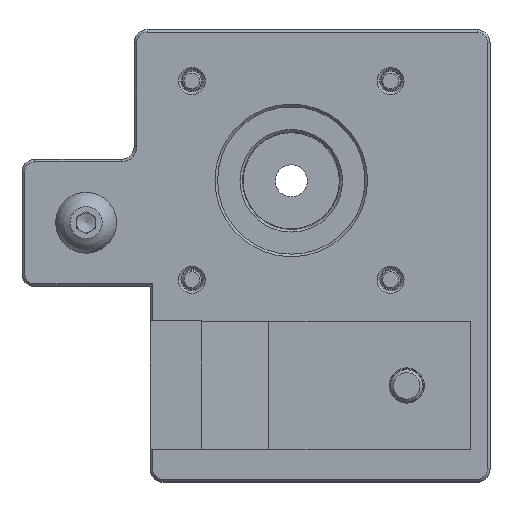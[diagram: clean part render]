
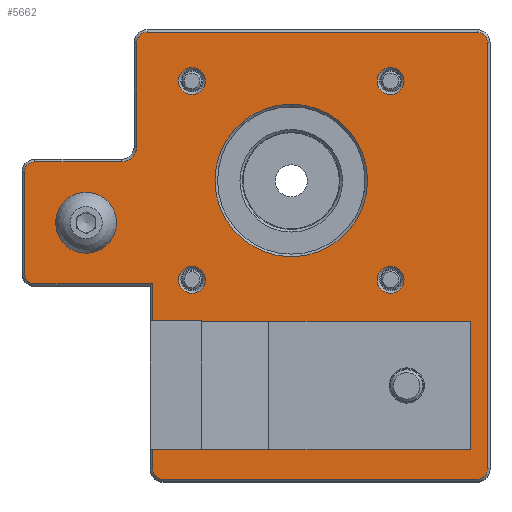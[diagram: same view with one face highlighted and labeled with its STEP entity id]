
A CAD part, top view. The second image highlights one B-rep face of the part: STEP entity #5662.
In plain terms, the highlighted planar face has unit normal (0, 0, 1).
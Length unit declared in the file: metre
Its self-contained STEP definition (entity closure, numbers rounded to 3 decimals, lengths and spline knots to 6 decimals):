
#453=LINE('',#9063,#881);
#454=LINE('',#9067,#882);
#455=LINE('',#9071,#883);
#456=LINE('',#9075,#884);
#457=LINE('',#9077,#885);
#458=LINE('',#9081,#886);
#459=LINE('',#9085,#887);
#460=LINE('',#9089,#888);
#881=VECTOR('',#7178,1.);
#882=VECTOR('',#7181,1.);
#883=VECTOR('',#7184,1.);
#884=VECTOR('',#7187,1.);
#885=VECTOR('',#7188,1.);
#886=VECTOR('',#7191,1.);
#887=VECTOR('',#7194,1.);
#888=VECTOR('',#7197,1.);
#1430=ORIENTED_EDGE('',*,*,#2847,.T.);
#1431=ORIENTED_EDGE('',*,*,#2848,.T.);
#1432=ORIENTED_EDGE('',*,*,#2849,.T.);
#1433=ORIENTED_EDGE('',*,*,#2850,.T.);
#1434=ORIENTED_EDGE('',*,*,#2851,.T.);
#1435=ORIENTED_EDGE('',*,*,#2852,.T.);
#1436=ORIENTED_EDGE('',*,*,#2853,.T.);
#1437=ORIENTED_EDGE('',*,*,#2854,.T.);
#1438=ORIENTED_EDGE('',*,*,#2855,.T.);
#1439=ORIENTED_EDGE('',*,*,#2856,.T.);
#1440=ORIENTED_EDGE('',*,*,#2857,.T.);
#1441=ORIENTED_EDGE('',*,*,#2858,.T.);
#1442=ORIENTED_EDGE('',*,*,#2859,.T.);
#1443=ORIENTED_EDGE('',*,*,#2860,.T.);
#1444=ORIENTED_EDGE('',*,*,#2861,.T.);
#1445=ORIENTED_EDGE('',*,*,#2862,.T.);
#1446=ORIENTED_EDGE('',*,*,#2863,.T.);
#1447=ORIENTED_EDGE('',*,*,#2864,.T.);
#1448=ORIENTED_EDGE('',*,*,#2865,.T.);
#1449=ORIENTED_EDGE('',*,*,#2866,.T.);
#1450=ORIENTED_EDGE('',*,*,#2867,.T.);
#1451=ORIENTED_EDGE('',*,*,#2868,.T.);
#1452=ORIENTED_EDGE('',*,*,#2869,.T.);
#1453=ORIENTED_EDGE('',*,*,#2870,.T.);
#2847=EDGE_CURVE('',#3571,#3572,#4006,.T.);
#2848=EDGE_CURVE('',#3572,#3573,#453,.T.);
#2849=EDGE_CURVE('',#3573,#3574,#4007,.F.);
#2850=EDGE_CURVE('',#3574,#3575,#454,.T.);
#2851=EDGE_CURVE('',#3575,#3576,#4008,.T.);
#2852=EDGE_CURVE('',#3576,#3577,#455,.T.);
#2853=EDGE_CURVE('',#3577,#3578,#4009,.T.);
#2854=EDGE_CURVE('',#3578,#3579,#456,.T.);
#2855=EDGE_CURVE('',#3579,#3580,#457,.T.);
#2856=EDGE_CURVE('',#3580,#3581,#4010,.T.);
#2857=EDGE_CURVE('',#3581,#3582,#458,.T.);
#2858=EDGE_CURVE('',#3582,#3583,#4011,.T.);
#2859=EDGE_CURVE('',#3583,#3584,#459,.T.);
#2860=EDGE_CURVE('',#3584,#3585,#4012,.T.);
#2861=EDGE_CURVE('',#3585,#3571,#460,.T.);
#2862=EDGE_CURVE('',#3586,#3586,#4013,.F.);
#2863=EDGE_CURVE('',#3587,#3587,#4014,.F.);
#2864=EDGE_CURVE('',#3588,#3588,#4015,.F.);
#2865=EDGE_CURVE('',#3589,#3589,#4016,.F.);
#2866=EDGE_CURVE('',#3590,#3590,#4017,.F.);
#2867=EDGE_CURVE('',#3591,#3591,#4018,.F.);
#2868=EDGE_CURVE('',#3592,#3592,#4019,.F.);
#2869=EDGE_CURVE('',#3593,#3593,#4020,.F.);
#2870=EDGE_CURVE('',#3594,#3594,#4021,.F.);
#3571=VERTEX_POINT('',#9061);
#3572=VERTEX_POINT('',#9062);
#3573=VERTEX_POINT('',#9064);
#3574=VERTEX_POINT('',#9066);
#3575=VERTEX_POINT('',#9068);
#3576=VERTEX_POINT('',#9070);
#3577=VERTEX_POINT('',#9072);
#3578=VERTEX_POINT('',#9074);
#3579=VERTEX_POINT('',#9076);
#3580=VERTEX_POINT('',#9078);
#3581=VERTEX_POINT('',#9080);
#3582=VERTEX_POINT('',#9082);
#3583=VERTEX_POINT('',#9084);
#3584=VERTEX_POINT('',#9086);
#3585=VERTEX_POINT('',#9088);
#3586=VERTEX_POINT('',#9091);
#3587=VERTEX_POINT('',#9093);
#3588=VERTEX_POINT('',#9095);
#3589=VERTEX_POINT('',#9097);
#3590=VERTEX_POINT('',#9099);
#3591=VERTEX_POINT('',#9101);
#3592=VERTEX_POINT('',#9103);
#3593=VERTEX_POINT('',#9105);
#3594=VERTEX_POINT('',#9107);
#4006=CIRCLE('',#6255,0.0016);
#4007=CIRCLE('',#6256,0.0024);
#4008=CIRCLE('',#6257,0.0016);
#4009=CIRCLE('',#6258,0.0016);
#4010=CIRCLE('',#6259,0.0016);
#4011=CIRCLE('',#6260,0.0016);
#4012=CIRCLE('',#6261,0.0016);
#4013=CIRCLE('',#6262,0.00315);
#4014=CIRCLE('',#6263,0.00315);
#4015=CIRCLE('',#6264,0.00185);
#4016=CIRCLE('',#6265,0.00185);
#4017=CIRCLE('',#6266,0.0119);
#4018=CIRCLE('',#6267,0.0021);
#4019=CIRCLE('',#6268,0.0021);
#4020=CIRCLE('',#6269,0.0021);
#4021=CIRCLE('',#6270,0.0021);
#4341=EDGE_LOOP('',(#1430,#1431,#1432,#1433,#1434,#1435,#1436,#1437,#1438,
#1439,#1440,#1441,#1442,#1443,#1444));
#4342=EDGE_LOOP('',(#1445));
#4343=EDGE_LOOP('',(#1446));
#4344=EDGE_LOOP('',(#1447));
#4345=EDGE_LOOP('',(#1448));
#4346=EDGE_LOOP('',(#1449));
#4347=EDGE_LOOP('',(#1450));
#4348=EDGE_LOOP('',(#1451));
#4349=EDGE_LOOP('',(#1452));
#4350=EDGE_LOOP('',(#1453));
#4919=FACE_BOUND('',#4341,.T.);
#4920=FACE_BOUND('',#4342,.T.);
#4921=FACE_BOUND('',#4343,.T.);
#4922=FACE_BOUND('',#4344,.T.);
#4923=FACE_BOUND('',#4345,.T.);
#4924=FACE_BOUND('',#4346,.T.);
#4925=FACE_BOUND('',#4347,.T.);
#4926=FACE_BOUND('',#4348,.T.);
#4927=FACE_BOUND('',#4349,.T.);
#4928=FACE_BOUND('',#4350,.T.);
#5460=PLANE('',#6254);
#5662=ADVANCED_FACE('',(#4919,#4920,#4921,#4922,#4923,#4924,#4925,#4926,
#4927,#4928),#5460,.T.);
#6254=AXIS2_PLACEMENT_3D('',#9059,#7174,#7175);
#6255=AXIS2_PLACEMENT_3D('',#9060,#7176,#7177);
#6256=AXIS2_PLACEMENT_3D('',#9065,#7179,#7180);
#6257=AXIS2_PLACEMENT_3D('',#9069,#7182,#7183);
#6258=AXIS2_PLACEMENT_3D('',#9073,#7185,#7186);
#6259=AXIS2_PLACEMENT_3D('',#9079,#7189,#7190);
#6260=AXIS2_PLACEMENT_3D('',#9083,#7192,#7193);
#6261=AXIS2_PLACEMENT_3D('',#9087,#7195,#7196);
#6262=AXIS2_PLACEMENT_3D('',#9090,#7198,#7199);
#6263=AXIS2_PLACEMENT_3D('',#9092,#7200,#7201);
#6264=AXIS2_PLACEMENT_3D('',#9094,#7202,#7203);
#6265=AXIS2_PLACEMENT_3D('',#9096,#7204,#7205);
#6266=AXIS2_PLACEMENT_3D('',#9098,#7206,#7207);
#6267=AXIS2_PLACEMENT_3D('',#9100,#7208,#7209);
#6268=AXIS2_PLACEMENT_3D('',#9102,#7210,#7211);
#6269=AXIS2_PLACEMENT_3D('',#9104,#7212,#7213);
#6270=AXIS2_PLACEMENT_3D('',#9106,#7214,#7215);
#7174=DIRECTION('',(0.,0.,1.));
#7175=DIRECTION('',(1.,0.,0.));
#7176=DIRECTION('',(0.,0.,1.));
#7177=DIRECTION('',(1.,0.,0.));
#7178=DIRECTION('',(0.,-1.,0.));
#7179=DIRECTION('',(0.,0.,1.));
#7180=DIRECTION('',(1.,0.,0.));
#7181=DIRECTION('',(-1.,0.,0.));
#7182=DIRECTION('',(0.,0.,1.));
#7183=DIRECTION('',(1.,0.,0.));
#7184=DIRECTION('',(0.,-1.,0.));
#7185=DIRECTION('',(0.,0.,1.));
#7186=DIRECTION('',(1.,0.,0.));
#7187=DIRECTION('',(1.,0.,0.));
#7188=DIRECTION('',(0.,-1.,0.));
#7189=DIRECTION('',(0.,0.,1.));
#7190=DIRECTION('',(1.,0.,0.));
#7191=DIRECTION('',(1.,0.,0.));
#7192=DIRECTION('',(0.,0.,1.));
#7193=DIRECTION('',(1.,0.,0.));
#7194=DIRECTION('',(0.,1.,0.));
#7195=DIRECTION('',(0.,0.,1.));
#7196=DIRECTION('',(1.,0.,0.));
#7197=DIRECTION('',(-1.,0.,0.));
#7198=DIRECTION('',(0.,0.,1.));
#7199=DIRECTION('',(1.,0.,0.));
#7200=DIRECTION('',(0.,0.,1.));
#7201=DIRECTION('',(1.,0.,0.));
#7202=DIRECTION('',(0.,0.,1.));
#7203=DIRECTION('',(1.,0.,0.));
#7204=DIRECTION('',(0.,0.,1.));
#7205=DIRECTION('',(1.,0.,0.));
#7206=DIRECTION('',(0.,0.,1.));
#7207=DIRECTION('',(1.,0.,0.));
#7208=DIRECTION('',(0.,0.,1.));
#7209=DIRECTION('',(1.,0.,0.));
#7210=DIRECTION('',(0.,0.,1.));
#7211=DIRECTION('',(1.,0.,0.));
#7212=DIRECTION('',(0.,0.,1.));
#7213=DIRECTION('',(1.,0.,0.));
#7214=DIRECTION('',(0.,0.,1.));
#7215=DIRECTION('',(1.,0.,0.));
#9059=CARTESIAN_POINT('',(0.027625,0.05475,0.04));
#9060=CARTESIAN_POINT('',(-0.0005,0.058,0.04));
#9061=CARTESIAN_POINT('',(-0.0005,0.0596,0.04));
#9062=CARTESIAN_POINT('',(-0.0021,0.058,0.04));
#9063=CARTESIAN_POINT('',(-0.0021,0.0418,0.04));
#9064=CARTESIAN_POINT('',(-0.0021,0.0418,0.04));
#9065=CARTESIAN_POINT('',(-0.0045,0.0418,0.04));
#9066=CARTESIAN_POINT('',(-0.0045,0.0394,0.04));
#9067=CARTESIAN_POINT('',(-0.018,0.0394,0.04));
#9068=CARTESIAN_POINT('',(-0.018,0.0394,0.04));
#9069=CARTESIAN_POINT('',(-0.018,0.0378,0.04));
#9070=CARTESIAN_POINT('',(-0.0196,0.0378,0.04));
#9071=CARTESIAN_POINT('',(-0.0196,0.022,0.04));
#9072=CARTESIAN_POINT('',(-0.0196,0.022,0.04));
#9073=CARTESIAN_POINT('',(-0.018,0.022,0.04));
#9074=CARTESIAN_POINT('',(-0.018,0.0204,0.04));
#9075=CARTESIAN_POINT('',(0.,0.0204,0.04));
#9076=CARTESIAN_POINT('',(0.0004,0.0204,0.04));
#9077=CARTESIAN_POINT('',(0.0004,-0.0085,0.04));
#9078=CARTESIAN_POINT('',(0.0004,-0.0085,0.04));
#9079=CARTESIAN_POINT('',(0.002,-0.0085,0.04));
#9080=CARTESIAN_POINT('',(0.002,-0.0101,0.04));
#9081=CARTESIAN_POINT('',(0.051,-0.0101,0.04));
#9082=CARTESIAN_POINT('',(0.051,-0.0101,0.04));
#9083=CARTESIAN_POINT('',(0.051,-0.0085,0.04));
#9084=CARTESIAN_POINT('',(0.0526,-0.0085,0.04));
#9085=CARTESIAN_POINT('',(0.0526,0.05475,0.04));
#9086=CARTESIAN_POINT('',(0.0526,0.058,0.04));
#9087=CARTESIAN_POINT('',(0.051,0.058,0.04));
#9088=CARTESIAN_POINT('',(0.051,0.0596,0.04));
#9089=CARTESIAN_POINT('',(-0.0005,0.0596,0.04));
#9090=CARTESIAN_POINT('',(-0.01,0.0299,0.04));
#9091=CARTESIAN_POINT('',(-0.00685,0.0299,0.04));
#9092=CARTESIAN_POINT('',(0.04,0.0045,0.04));
#9093=CARTESIAN_POINT('',(0.04315,0.0045,0.04));
#9094=CARTESIAN_POINT('',(0.0265,-0.001,0.04));
#9095=CARTESIAN_POINT('',(0.02835,-0.001,0.04));
#9096=CARTESIAN_POINT('',(0.0085,0.0015,0.04));
#9097=CARTESIAN_POINT('',(0.01035,0.0015,0.04));
#9098=CARTESIAN_POINT('',(0.022,0.0365,0.04));
#9099=CARTESIAN_POINT('',(0.0339,0.0365,0.04));
#9100=CARTESIAN_POINT('',(0.0375,0.052,0.04));
#9101=CARTESIAN_POINT('',(0.0396,0.052,0.04));
#9102=CARTESIAN_POINT('',(0.0375,0.021,0.04));
#9103=CARTESIAN_POINT('',(0.0396,0.021,0.04));
#9104=CARTESIAN_POINT('',(0.0065,0.021,0.04));
#9105=CARTESIAN_POINT('',(0.0086,0.021,0.04));
#9106=CARTESIAN_POINT('',(0.0065,0.052,0.04));
#9107=CARTESIAN_POINT('',(0.0086,0.052,0.04));
